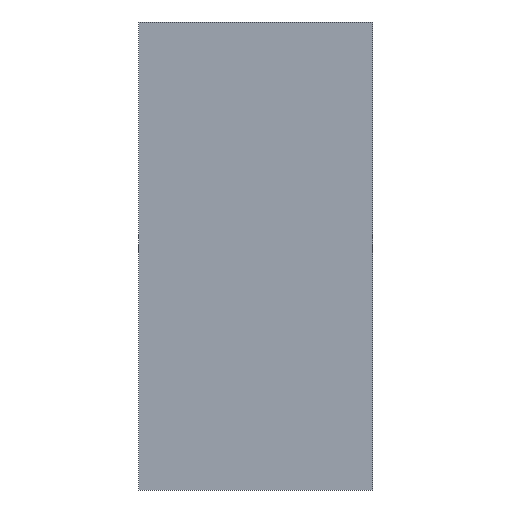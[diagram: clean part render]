
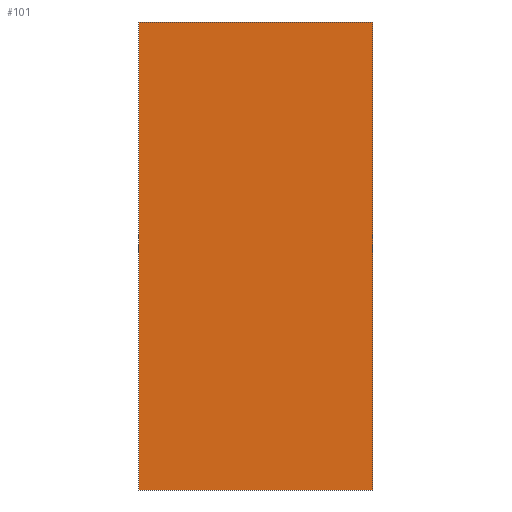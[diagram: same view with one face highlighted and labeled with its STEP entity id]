
A CAD part, front view. The second image highlights one B-rep face of the part: STEP entity #101.
In plain terms, the highlighted planar face has unit normal (0, -1, 0).
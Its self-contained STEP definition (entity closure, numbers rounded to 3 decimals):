
#4 = VECTOR ( 'NONE', #30, 1000. ) ;
#17 = PLANE ( 'NONE',  #139 ) ;
#23 = CARTESIAN_POINT ( 'NONE',  ( 0., 0., 0. ) ) ;
#26 = ORIENTED_EDGE ( 'NONE', *, *, #39, .F. ) ;
#28 = VECTOR ( 'NONE', #31, 1000. ) ;
#30 = DIRECTION ( 'NONE',  ( 0., 0., 1. ) ) ;
#31 = DIRECTION ( 'NONE',  ( 1., 0., 0. ) ) ;
#35 = CARTESIAN_POINT ( 'NONE',  ( 20., 0., 40. ) ) ;
#39 = EDGE_CURVE ( 'NONE', #181, #53, #41, .T. ) ;
#41 = LINE ( 'NONE', #150, #4 ) ;
#51 = ORIENTED_EDGE ( 'NONE', *, *, #80, .F. ) ;
#53 = VERTEX_POINT ( 'NONE', #75 ) ;
#75 = CARTESIAN_POINT ( 'NONE',  ( -20., 0., 40. ) ) ;
#79 = DIRECTION ( 'NONE',  ( 0., 0., -1. ) ) ;
#80 = EDGE_CURVE ( 'NONE', #53, #136, #97, .T. ) ;
#83 = ORIENTED_EDGE ( 'NONE', *, *, #85, .F. ) ;
#85 = EDGE_CURVE ( 'NONE', #148, #181, #95, .T. ) ;
#86 = VECTOR ( 'NONE', #93, 1000. ) ;
#93 = DIRECTION ( 'NONE',  ( -1., 0., 0. ) ) ;
#94 = CARTESIAN_POINT ( 'NONE',  ( 20., 0., 40. ) ) ;
#95 = LINE ( 'NONE', #142, #86 ) ;
#97 = LINE ( 'NONE', #94, #28 ) ;
#99 = LINE ( 'NONE', #35, #131 ) ;
#101 = ADVANCED_FACE ( 'NONE', ( #109 ), #17, .F. ) ;
#109 = FACE_OUTER_BOUND ( 'NONE', #117, .T. ) ;
#113 = CARTESIAN_POINT ( 'NONE',  ( 20., 0., -40. ) ) ;
#117 = EDGE_LOOP ( 'NONE', ( #26, #83, #159, #51 ) ) ;
#131 = VECTOR ( 'NONE', #79, 1000. ) ;
#136 = VERTEX_POINT ( 'NONE', #184 ) ;
#139 = AXIS2_PLACEMENT_3D ( 'NONE', #23, #179, #156 ) ;
#142 = CARTESIAN_POINT ( 'NONE',  ( 20., 0., -40. ) ) ;
#148 = VERTEX_POINT ( 'NONE', #113 ) ;
#149 = EDGE_CURVE ( 'NONE', #136, #148, #99, .T. ) ;
#150 = CARTESIAN_POINT ( 'NONE',  ( -20., 0., 40. ) ) ;
#156 = DIRECTION ( 'NONE',  ( 0., 0., 1. ) ) ;
#159 = ORIENTED_EDGE ( 'NONE', *, *, #149, .F. ) ;
#160 = CARTESIAN_POINT ( 'NONE',  ( -20., 0., -40. ) ) ;
#179 = DIRECTION ( 'NONE',  ( 0., 1., 0. ) ) ;
#181 = VERTEX_POINT ( 'NONE', #160 ) ;
#184 = CARTESIAN_POINT ( 'NONE',  ( 20., 0., 40. ) ) ;
